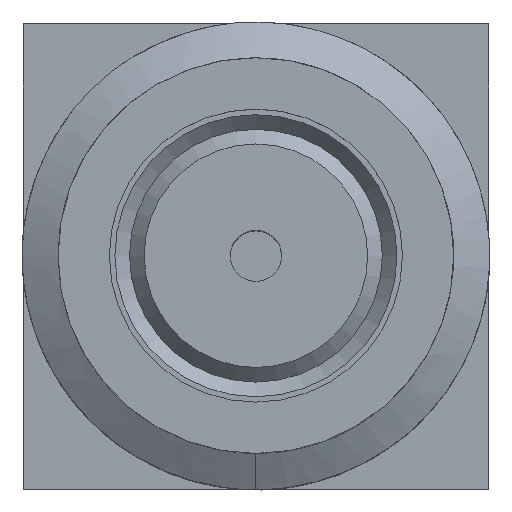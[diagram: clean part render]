
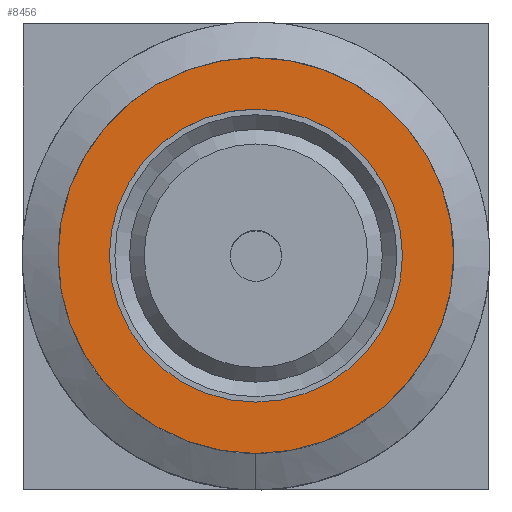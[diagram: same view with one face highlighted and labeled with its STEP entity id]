
A CAD part, top view. The second image highlights one B-rep face of the part: STEP entity #8456.
In plain terms, the highlighted planar face has unit normal (0, 0, 1).
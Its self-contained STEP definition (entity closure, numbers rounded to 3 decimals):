
#2073=CARTESIAN_POINT('',(-2.,0.645,11.4));
#2074=VERTEX_POINT('',#2073);
#2083=CARTESIAN_POINT('',(2.,0.645,11.4));
#2084=VERTEX_POINT('',#2083);
#2085=CARTESIAN_POINT('',(-0.,0.645,11.4));
#2086=DIRECTION('',(0.,0.,1.));
#2087=DIRECTION('',(1.,0.,-0.));
#2088=AXIS2_PLACEMENT_3D('',#2085,#2086,#2087);
#2089=CIRCLE('',#2088,2.);
#2090=EDGE_CURVE('NONE',#2074,#2084,#2089,.T.);
#2092=CARTESIAN_POINT('',(-0.,0.645,11.4));
#2093=DIRECTION('',(0.,0.,1.));
#2094=DIRECTION('',(1.,0.,-0.));
#2095=AXIS2_PLACEMENT_3D('',#2092,#2093,#2094);
#2096=CIRCLE('',#2095,2.);
#2097=EDGE_CURVE('NONE',#2084,#2074,#2096,.T.);
#8427=CARTESIAN_POINT('',(-0.,3.345,11.4));
#8428=DIRECTION('',(0.,0.,-1.));
#8429=DIRECTION('',(1.,0.,0.));
#8430=AXIS2_PLACEMENT_3D('',#8427,#8428,#8429);
#8431=PLANE('',#8430);
#8432=CARTESIAN_POINT('',(-2.7,0.645,11.4));
#8433=VERTEX_POINT('',#8432);
#8434=CARTESIAN_POINT('',(2.7,0.645,11.4));
#8435=VERTEX_POINT('',#8434);
#8436=CARTESIAN_POINT('',(-0.,0.645,11.4));
#8437=DIRECTION('',(-0.,-0.,-1.));
#8438=DIRECTION('',(1.,0.,-0.));
#8439=AXIS2_PLACEMENT_3D('',#8436,#8437,#8438);
#8440=CIRCLE('',#8439,2.7);
#8441=EDGE_CURVE('NONE',#8433,#8435,#8440,.T.);
#8442=ORIENTED_EDGE('',*,*,#8441,.F.);
#8443=CARTESIAN_POINT('',(-0.,0.645,11.4));
#8444=DIRECTION('',(-0.,-0.,-1.));
#8445=DIRECTION('',(1.,0.,-0.));
#8446=AXIS2_PLACEMENT_3D('',#8443,#8444,#8445);
#8447=CIRCLE('',#8446,2.7);
#8448=EDGE_CURVE('NONE',#8435,#8433,#8447,.T.);
#8449=ORIENTED_EDGE('',*,*,#8448,.F.);
#8450=EDGE_LOOP('',(#8442,#8449));
#8451=FACE_BOUND('',#8450,.T.);
#8452=ORIENTED_EDGE('',*,*,#2090,.F.);
#8453=ORIENTED_EDGE('',*,*,#2097,.F.);
#8454=EDGE_LOOP('',(#8452,#8453));
#8455=FACE_BOUND('',#8454,.T.);
#8456=ADVANCED_FACE('NONE',(#8451,#8455),#8431,.F.);
